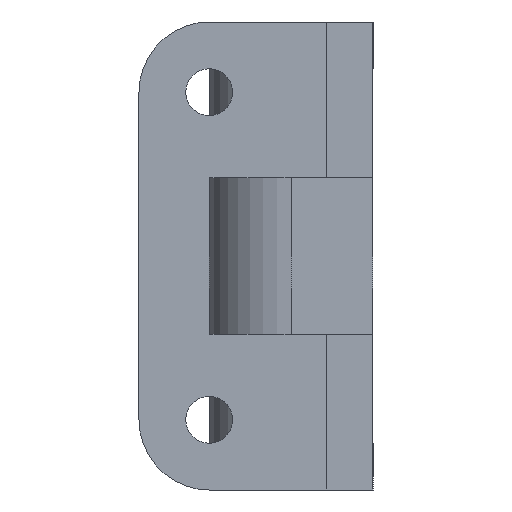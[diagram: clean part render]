
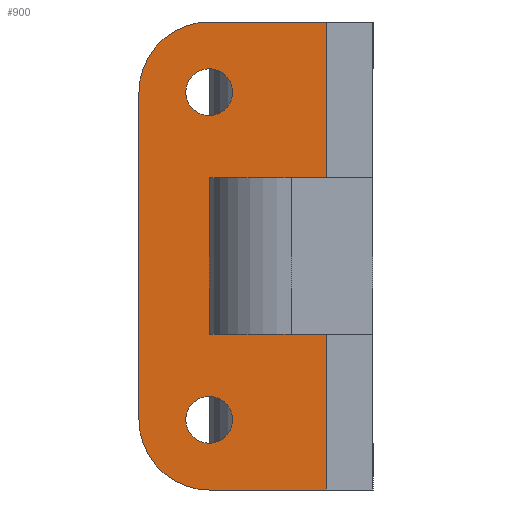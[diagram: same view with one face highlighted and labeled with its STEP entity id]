
A CAD part, left-side view. The second image highlights one B-rep face of the part: STEP entity #900.
In plain terms, the highlighted planar face has unit normal (-1, 0, 0).
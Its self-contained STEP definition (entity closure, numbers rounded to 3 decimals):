
#22=FACE_BOUND('',#133,.T.);
#23=FACE_BOUND('',#134,.T.);
#41=PLANE('',#988);
#80=FACE_OUTER_BOUND('',#132,.T.);
#132=EDGE_LOOP('',(#725,#726,#727,#728,#729,#730));
#133=EDGE_LOOP('',(#731));
#134=EDGE_LOOP('',(#732));
#177=CIRCLE('',#975,1.5);
#178=CIRCLE('',#977,0.5);
#179=CIRCLE('',#979,0.5);
#182=CIRCLE('',#986,1.5);
#230=LINE('',#1373,#329);
#242=LINE('',#1414,#341);
#243=LINE('',#1417,#342);
#244=LINE('',#1418,#343);
#329=VECTOR('',#1105,10.);
#341=VECTOR('',#1155,10.);
#342=VECTOR('',#1158,10.);
#343=VECTOR('',#1159,10.);
#429=VERTEX_POINT('',#1370);
#430=VERTEX_POINT('',#1372);
#433=VERTEX_POINT('',#1384);
#434=VERTEX_POINT('',#1386);
#435=VERTEX_POINT('',#1390);
#436=VERTEX_POINT('',#1394);
#440=VERTEX_POINT('',#1410);
#441=VERTEX_POINT('',#1416);
#525=EDGE_CURVE('',#430,#429,#230,.T.);
#532=EDGE_CURVE('',#434,#433,#177,.T.);
#534=EDGE_CURVE('',#435,#435,#178,.T.);
#536=EDGE_CURVE('',#436,#436,#179,.T.);
#544=EDGE_CURVE('',#440,#430,#182,.T.);
#546=EDGE_CURVE('',#433,#440,#242,.T.);
#547=EDGE_CURVE('',#441,#429,#243,.T.);
#548=EDGE_CURVE('',#441,#434,#244,.T.);
#725=ORIENTED_EDGE('',*,*,#525,.T.);
#726=ORIENTED_EDGE('',*,*,#547,.F.);
#727=ORIENTED_EDGE('',*,*,#548,.T.);
#728=ORIENTED_EDGE('',*,*,#532,.T.);
#729=ORIENTED_EDGE('',*,*,#546,.T.);
#730=ORIENTED_EDGE('',*,*,#544,.T.);
#731=ORIENTED_EDGE('',*,*,#536,.T.);
#732=ORIENTED_EDGE('',*,*,#534,.T.);
#900=ADVANCED_FACE('',(#80,#22,#23),#41,.T.);
#975=AXIS2_PLACEMENT_3D('',#1387,#1121,#1122);
#977=AXIS2_PLACEMENT_3D('',#1391,#1126,#1127);
#979=AXIS2_PLACEMENT_3D('',#1395,#1131,#1132);
#986=AXIS2_PLACEMENT_3D('',#1411,#1150,#1151);
#988=AXIS2_PLACEMENT_3D('',#1415,#1156,#1157);
#1105=DIRECTION('',(0.,-1.,0.));
#1121=DIRECTION('center_axis',(-1.,0.,0.));
#1122=DIRECTION('ref_axis',(0.,0.,1.));
#1126=DIRECTION('center_axis',(1.,0.,0.));
#1127=DIRECTION('ref_axis',(0.,0.,-1.));
#1131=DIRECTION('center_axis',(1.,0.,0.));
#1132=DIRECTION('ref_axis',(0.,0.,-1.));
#1150=DIRECTION('center_axis',(-1.,0.,0.));
#1151=DIRECTION('ref_axis',(0.,0.,1.));
#1155=DIRECTION('',(0.,0.,-1.));
#1156=DIRECTION('center_axis',(-1.,0.,0.));
#1157=DIRECTION('ref_axis',(0.,0.,1.));
#1158=DIRECTION('',(0.,0.,-1.));
#1159=DIRECTION('',(0.,1.,0.));
#1370=CARTESIAN_POINT('',(-7.333,1.,-10.));
#1372=CARTESIAN_POINT('',(-7.333,3.5,-10.));
#1373=CARTESIAN_POINT('',(-7.333,3.5,-10.));
#1384=CARTESIAN_POINT('',(-7.333,5.,-1.5));
#1386=CARTESIAN_POINT('',(-7.333,3.5,0.));
#1387=CARTESIAN_POINT('Origin',(-7.333,3.5,-1.5));
#1390=CARTESIAN_POINT('',(-7.333,3.5,-8.));
#1391=CARTESIAN_POINT('Origin',(-7.333,3.5,-8.5));
#1394=CARTESIAN_POINT('',(-7.333,3.5,-1.));
#1395=CARTESIAN_POINT('Origin',(-7.333,3.5,-1.5));
#1410=CARTESIAN_POINT('',(-7.333,5.,-8.5));
#1411=CARTESIAN_POINT('Origin',(-7.333,3.5,-8.5));
#1414=CARTESIAN_POINT('',(-7.333,5.,0.));
#1415=CARTESIAN_POINT('Origin',(-7.333,3.,-5.));
#1416=CARTESIAN_POINT('',(-7.333,1.,0.));
#1417=CARTESIAN_POINT('',(-7.333,1.,-2.5));
#1418=CARTESIAN_POINT('',(-7.333,1.,0.));
